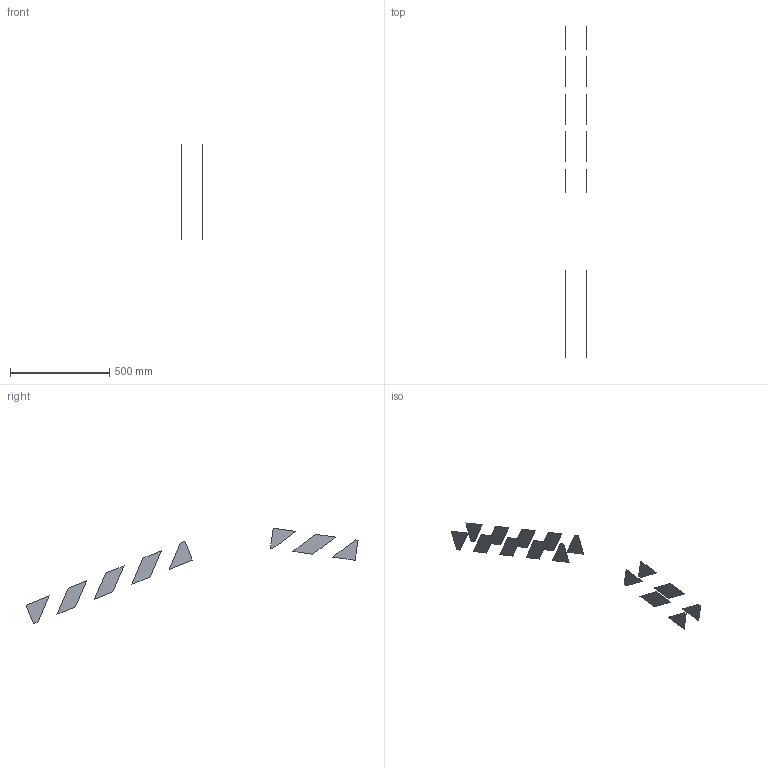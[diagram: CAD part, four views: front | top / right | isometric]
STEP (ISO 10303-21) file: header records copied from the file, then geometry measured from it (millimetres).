
FILE_DESCRIPTION( ( '' ), ' ' );
FILE_NAME( '5dad65d4e3b2ec158d19a9b7.step', '2019-10-21T08:01:24', ( '' ), ( '' ), ' ', ' ', ' ' );
FILE_SCHEMA( ( 'AUTOMOTIVE_DESIGN { 1 0 10303 214 1 1 1 1 }' ) );
Length unit declared in the file: metre
Products named in the file (16): Part 30; Part 31; Part 32; Part 14; Part 16; Part 17; Part 15; Part 18; Part 35; Part 36; Part 37; Part 23; Part 25; Part 26; Part 24; Part 27
Bounding box: 104.14 x 1674.5 x 481.94 mm (x, y, z)
Volume: 176980.3 mm3; surface area: 287604.7 mm2
Topology: 16 solids, 16 shells, 96 faces, 192 edges, 128 vertices
Faces by surface type: plane 96
Entity records: 3370 total; most frequent: CARTESIAN_POINT 432, DIRECTION 416, ORIENTED_EDGE 384, EDGE_CURVE 192, LINE 192, VECTOR 192, VERTEX_POINT 128, AXIS2_PLACEMENT_3D 112
